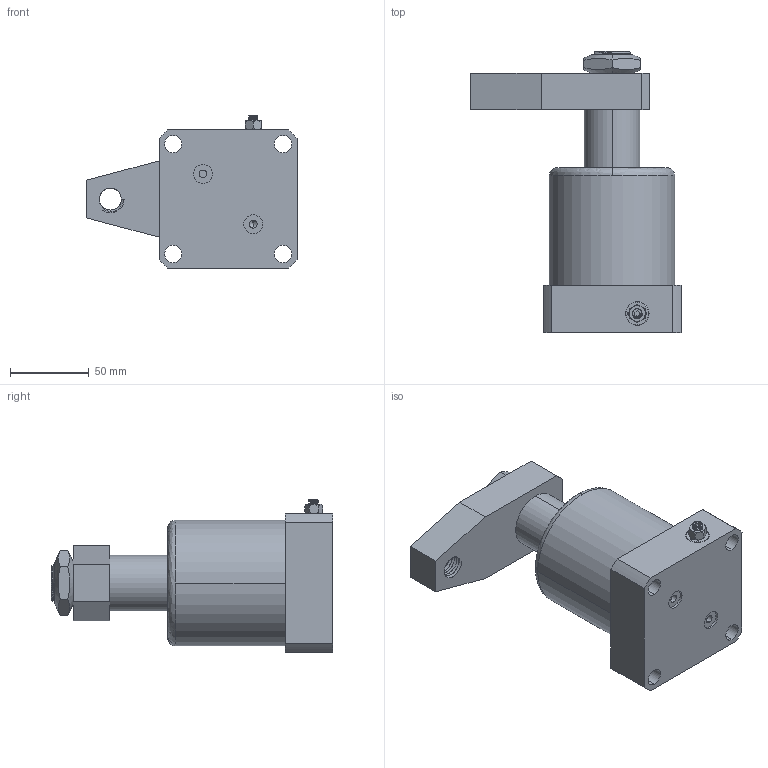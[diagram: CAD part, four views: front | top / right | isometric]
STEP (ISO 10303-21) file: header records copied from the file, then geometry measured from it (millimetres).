
FILE_DESCRIPTION (( 'STEP AP203' ), '1' );
FILE_NAME ('chs-mf63s_asm.STEP', '2019-05-06T02:11:12', ( '' ), ( '' ), 'SwSTEP 2.0', 'SolidWorks 2017', '' );
FILE_SCHEMA (( 'CONFIG_CONTROL_DESIGN' ));
Length unit declared in the file: millimetre
Products named in the file (9): M24_4; CHS-63S-01_4; CHS-MF40-TXF-03_2; M6_2; chs-mf63s_asm; CHS-TXF-01_2; CHS-MF40-TXF-02_2; CHS-MF63-03_1; CHS-63S-02_3_1
Assembly tree (8 placements, depth 2):
  chs-mf63s_asm
    CHS-MF63-03_1
    CHS-63S-02_3_1
    CHS-63S-01_4
    CHS-TXF-01_2
    CHS-MF40-TXF-03_2
    CHS-MF40-TXF-02_2
    M6_2
    M24_4
Bounding box: 134 x 179 x 96.99 mm (x, y, z)
Volume: 650468.7 mm3; surface area: 118944.8 mm2
Topology: 9 solids, 9 shells, 415 faces, 1154 edges, 768 vertices
Faces by surface type: cylinder 211, plane 87, cone 66, bspline 51
Entity records: 36661 total; most frequent: CARTESIAN_POINT 26180, ORIENTED_EDGE 2276, DIRECTION 1535, EDGE_CURVE 1138, VERTEX_POINT 768, AXIS2_PLACEMENT_3D 590, B_SPLINE_CURVE_WITH_KNOTS 546, EDGE_LOOP 466
